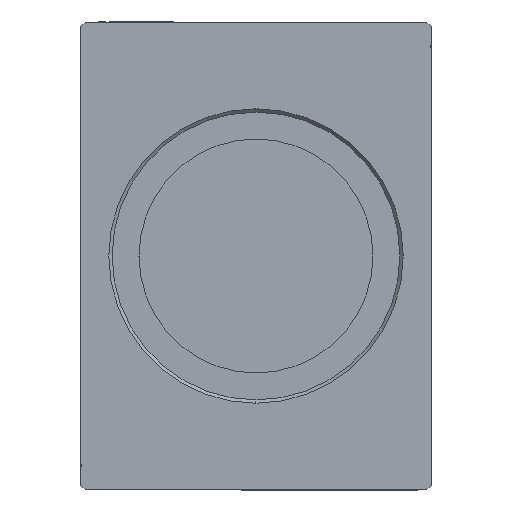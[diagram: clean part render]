
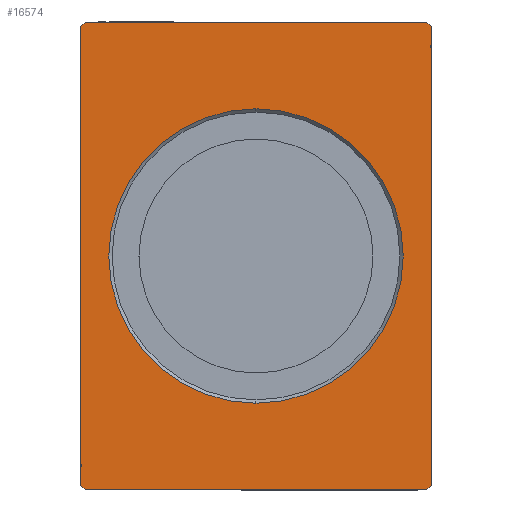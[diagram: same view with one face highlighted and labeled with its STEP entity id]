
A CAD part, left-side view. The second image highlights one B-rep face of the part: STEP entity #16574.
In plain terms, the highlighted planar face has unit normal (-1, 0, 0).
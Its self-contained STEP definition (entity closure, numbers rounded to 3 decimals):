
#1096 = DIRECTION ( 'NONE',  ( 0., 0., -1. ) ) ;
#1803 = CARTESIAN_POINT ( 'NONE',  ( 0., 0., 0. ) ) ;
#2049 = EDGE_CURVE ( 'NONE', #21592, #16577, #16112, .T. ) ;
#2207 = PLANE ( 'NONE',  #16898 ) ;
#2237 = CARTESIAN_POINT ( 'NONE',  ( 0., 36.5, -50. ) ) ;
#2244 = DIRECTION ( 'NONE',  ( 0., 1., 0. ) ) ;
#2475 = CARTESIAN_POINT ( 'NONE',  ( 0., 0., 0. ) ) ;
#3262 = ORIENTED_EDGE ( 'NONE', *, *, #27093, .F. ) ;
#3791 = CARTESIAN_POINT ( 'NONE',  ( 0., 37.5, -49. ) ) ;
#4431 = CARTESIAN_POINT ( 'NONE',  ( 0., 0., -31.45 ) ) ;
#4805 = VECTOR ( 'NONE', #30176, 1000. ) ;
#4842 = LINE ( 'NONE', #8141, #4805 ) ;
#5590 = LINE ( 'NONE', #27816, #6979 ) ;
#6448 = CARTESIAN_POINT ( 'NONE',  ( 0., -37.5, 49. ) ) ;
#6979 = VECTOR ( 'NONE', #30919, 1000. ) ;
#7235 = ORIENTED_EDGE ( 'NONE', *, *, #9758, .F. ) ;
#7494 = LINE ( 'NONE', #13878, #18759 ) ;
#7709 = CIRCLE ( 'NONE', #37306, 31.45 ) ;
#8141 = CARTESIAN_POINT ( 'NONE',  ( 0., -37.5, -49. ) ) ;
#8907 = CARTESIAN_POINT ( 'NONE',  ( 0., -36.5, -50. ) ) ;
#9758 = EDGE_CURVE ( 'NONE', #33644, #37443, #30655, .T. ) ;
#9768 = DIRECTION ( 'NONE',  ( 0., 0., 1. ) ) ;
#10900 = ORIENTED_EDGE ( 'NONE', *, *, #19555, .T. ) ;
#11107 = VERTEX_POINT ( 'NONE', #21087 ) ;
#11825 = VERTEX_POINT ( 'NONE', #8907 ) ;
#12104 = VECTOR ( 'NONE', #24976, 1000. ) ;
#12294 = EDGE_CURVE ( 'NONE', #37443, #11107, #18829, .T. ) ;
#12441 = ORIENTED_EDGE ( 'NONE', *, *, #27940, .F. ) ;
#13878 = CARTESIAN_POINT ( 'NONE',  ( 0., 37.5, 49. ) ) ;
#15122 = CARTESIAN_POINT ( 'NONE',  ( 0., 0., 31.45 ) ) ;
#15213 = CARTESIAN_POINT ( 'NONE',  ( 0., -36.5, -50. ) ) ;
#15994 = EDGE_CURVE ( 'NONE', #31763, #22067, #7709, .T. ) ;
#16112 = LINE ( 'NONE', #6448, #12104 ) ;
#16345 = CARTESIAN_POINT ( 'NONE',  ( 0., 0., 0. ) ) ;
#16574 = ADVANCED_FACE ( 'NONE', ( #17847, #40317 ), #2207, .F. ) ;
#16577 = VERTEX_POINT ( 'NONE', #24429 ) ;
#16736 = DIRECTION ( 'NONE',  ( 1., 0., 0. ) ) ;
#16745 = VECTOR ( 'NONE', #23128, 1000. ) ;
#16898 = AXIS2_PLACEMENT_3D ( 'NONE', #1803, #33301, #23823 ) ;
#17086 = ORIENTED_EDGE ( 'NONE', *, *, #2049, .F. ) ;
#17847 = FACE_BOUND ( 'NONE', #36241, .T. ) ;
#18759 = VECTOR ( 'NONE', #26417, 1000. ) ;
#18829 = LINE ( 'NONE', #3791, #33250 ) ;
#19555 = EDGE_CURVE ( 'NONE', #22067, #31763, #27481, .T. ) ;
#20769 = DIRECTION ( 'NONE',  ( 0., 0.707, 0.707 ) ) ;
#21087 = CARTESIAN_POINT ( 'NONE',  ( 0., 37.5, 49. ) ) ;
#21112 = CARTESIAN_POINT ( 'NONE',  ( 0., 37.5, -49. ) ) ;
#21179 = LINE ( 'NONE', #15213, #37005 ) ;
#21592 = VERTEX_POINT ( 'NONE', #29467 ) ;
#21611 = DIRECTION ( 'NONE',  ( 0., 0., -1. ) ) ;
#21765 = CARTESIAN_POINT ( 'NONE',  ( 0., 36.5, 50. ) ) ;
#22045 = EDGE_CURVE ( 'NONE', #16577, #11825, #4842, .T. ) ;
#22067 = VERTEX_POINT ( 'NONE', #4431 ) ;
#22654 = ORIENTED_EDGE ( 'NONE', *, *, #22045, .F. ) ;
#22860 = ORIENTED_EDGE ( 'NONE', *, *, #15994, .T. ) ;
#23128 = DIRECTION ( 'NONE',  ( 0., -0.707, -0.707 ) ) ;
#23281 = CARTESIAN_POINT ( 'NONE',  ( 0., 36.5, -50. ) ) ;
#23823 = DIRECTION ( 'NONE',  ( 0., 0., -1. ) ) ;
#24429 = CARTESIAN_POINT ( 'NONE',  ( 0., -37.5, -49. ) ) ;
#24692 = DIRECTION ( 'NONE',  ( 1., 0., 0. ) ) ;
#24844 = AXIS2_PLACEMENT_3D ( 'NONE', #2475, #24692, #21611 ) ;
#24976 = DIRECTION ( 'NONE',  ( 0., 0., -1. ) ) ;
#26417 = DIRECTION ( 'NONE',  ( 0., -0.707, 0.707 ) ) ;
#26665 = EDGE_CURVE ( 'NONE', #35575, #32171, #5590, .T. ) ;
#27093 = EDGE_CURVE ( 'NONE', #32171, #21592, #38805, .T. ) ;
#27481 = CIRCLE ( 'NONE', #24844, 31.45 ) ;
#27816 = CARTESIAN_POINT ( 'NONE',  ( 0., 36.5, 50. ) ) ;
#27940 = EDGE_CURVE ( 'NONE', #11107, #35575, #7494, .T. ) ;
#29467 = CARTESIAN_POINT ( 'NONE',  ( 0., -37.5, 49. ) ) ;
#30139 = EDGE_CURVE ( 'NONE', #11825, #33644, #21179, .T. ) ;
#30176 = DIRECTION ( 'NONE',  ( 0., 0.707, -0.707 ) ) ;
#30655 = LINE ( 'NONE', #2237, #37184 ) ;
#30919 = DIRECTION ( 'NONE',  ( 0., -1., 0. ) ) ;
#31488 = ORIENTED_EDGE ( 'NONE', *, *, #12294, .F. ) ;
#31763 = VERTEX_POINT ( 'NONE', #15122 ) ;
#32171 = VERTEX_POINT ( 'NONE', #32691 ) ;
#32691 = CARTESIAN_POINT ( 'NONE',  ( 0., -36.5, 50. ) ) ;
#32810 = CARTESIAN_POINT ( 'NONE',  ( 0., -36.5, 50. ) ) ;
#33250 = VECTOR ( 'NONE', #9768, 1000. ) ;
#33301 = DIRECTION ( 'NONE',  ( 1., 0., 0. ) ) ;
#33644 = VERTEX_POINT ( 'NONE', #23281 ) ;
#35124 = ORIENTED_EDGE ( 'NONE', *, *, #26665, .F. ) ;
#35175 = EDGE_LOOP ( 'NONE', ( #12441, #31488, #7235, #36223, #22654, #17086, #3262, #35124 ) ) ;
#35575 = VERTEX_POINT ( 'NONE', #21765 ) ;
#36223 = ORIENTED_EDGE ( 'NONE', *, *, #30139, .F. ) ;
#36241 = EDGE_LOOP ( 'NONE', ( #22860, #10900 ) ) ;
#37005 = VECTOR ( 'NONE', #2244, 1000. ) ;
#37184 = VECTOR ( 'NONE', #20769, 1000. ) ;
#37306 = AXIS2_PLACEMENT_3D ( 'NONE', #16345, #16736, #1096 ) ;
#37443 = VERTEX_POINT ( 'NONE', #21112 ) ;
#38805 = LINE ( 'NONE', #32810, #16745 ) ;
#40317 = FACE_OUTER_BOUND ( 'NONE', #35175, .T. ) ;
